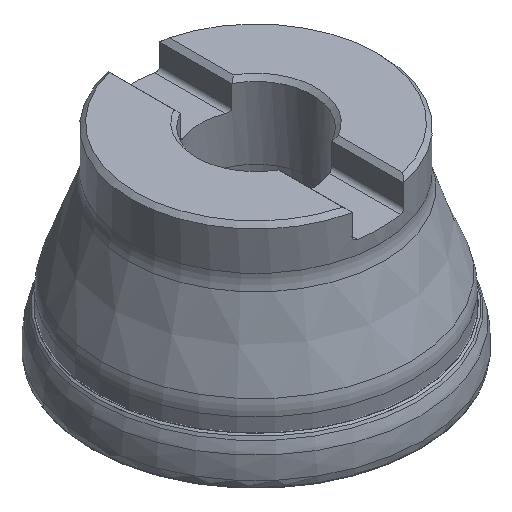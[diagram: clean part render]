
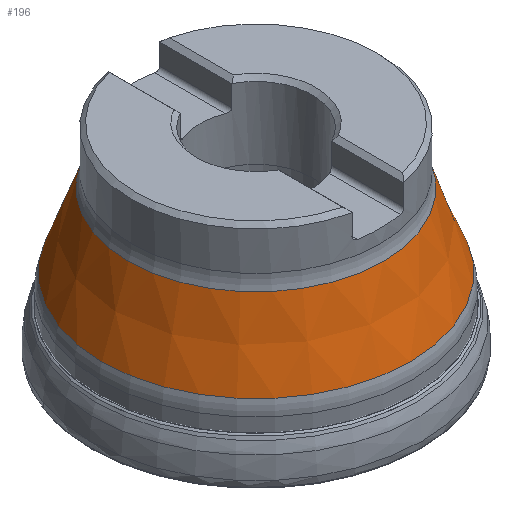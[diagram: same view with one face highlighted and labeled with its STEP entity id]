
A CAD part, isometric view. The second image highlights one B-rep face of the part: STEP entity #196.
In plain terms, the highlighted conical face has half-angle 20.052 degrees and reference radius 37.665 mm.
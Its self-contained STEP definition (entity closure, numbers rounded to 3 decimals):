
#50=CONICAL_SURFACE('',#1056,37.665,20.052);
#196=ADVANCED_FACE('',(#454,#455),#50,.T.);
#367=CIRCLE('',#1054,30.606);
#368=CIRCLE('',#1055,37.059);
#454=FACE_BOUND('',#560,.T.);
#455=FACE_BOUND('',#561,.T.);
#560=EDGE_LOOP('',(#690));
#561=EDGE_LOOP('',(#691));
#690=ORIENTED_EDGE('',*,*,#951,.T.);
#691=ORIENTED_EDGE('',*,*,#952,.T.);
#868=VERTEX_POINT('',#1711);
#869=VERTEX_POINT('',#1713);
#951=EDGE_CURVE('',#868,#868,#367,.T.);
#952=EDGE_CURVE('',#869,#869,#368,.T.);
#1054=AXIS2_PLACEMENT_3D('',#1710,#1222,#1223);
#1055=AXIS2_PLACEMENT_3D('',#1712,#1224,#1225);
#1056=AXIS2_PLACEMENT_3D('',#1714,#1226,#1227);
#1222=DIRECTION('',(0.,0.,-1.));
#1223=DIRECTION('',(-1.,0.,0.));
#1224=DIRECTION('',(0.,0.,1.));
#1225=DIRECTION('',(1.,0.,0.));
#1226=DIRECTION('',(0.,0.,-1.));
#1227=DIRECTION('',(-1.,0.,0.));
#1710=CARTESIAN_POINT('',(0.,0.,-13.661));
#1711=CARTESIAN_POINT('',(-30.606,0.,-13.661));
#1712=CARTESIAN_POINT('',(0.,0.,-31.339));
#1713=CARTESIAN_POINT('',(37.059,0.,-31.339));
#1714=CARTESIAN_POINT('',(0.,0.,-33.));
